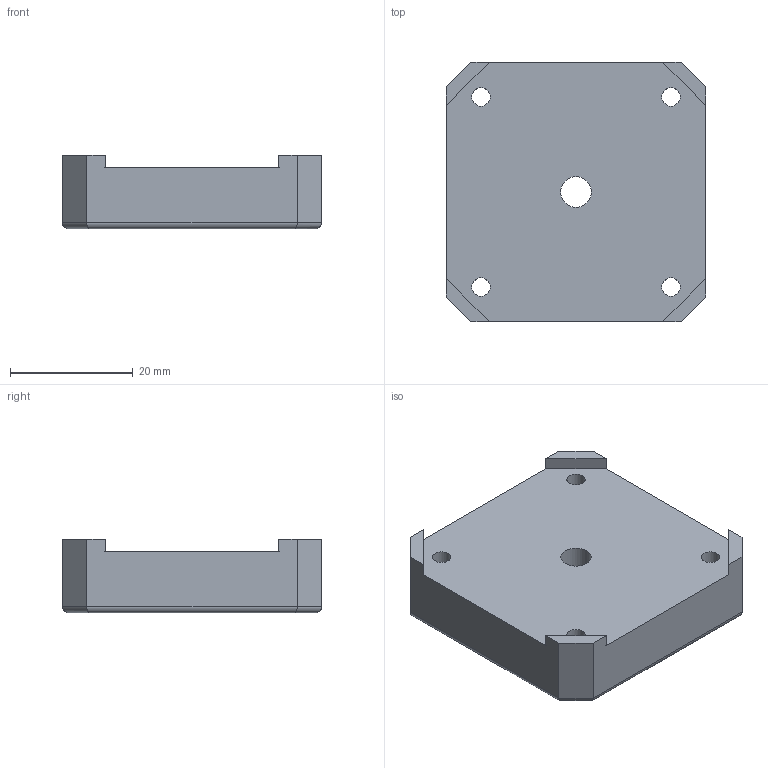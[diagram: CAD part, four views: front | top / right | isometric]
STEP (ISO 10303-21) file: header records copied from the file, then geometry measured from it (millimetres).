
FILE_DESCRIPTION(('HOOPS Exchange Step'),'2;1');
FILE_NAME('Base.step','2019-02-19T19:12:54+00:00',('SYSTEM'),('Unknown organisation'),'HOOPS Exchange 10.0','HOOPS Exchange','Unknown authorisation');
FILE_SCHEMA( ('AP203_CONFIGURATION_CONTROLLED_3D_DESIGN_OF_MECHANICAL_PARTS_AND_ASSEMBLIES_MIM_LF') );
Length unit declared in the file: millimetre
Products named in the file (2): Predeterminado; Base
Assembly tree (1 placements, depth 2):
  Base
    Predeterminado
Bounding box: 42.3 x 42.3 x 12 mm (x, y, z)
Volume: 16535.5 mm3; surface area: 5810.6 mm2
Topology: 1 solids, 1 shells, 50 faces, 117 edges, 74 vertices
Faces by surface type: plane 23, cylinder 18, torus 9
Full cylindrical faces by diameter (mm): 3 x4, 5 x1, 6.2 x4, 11 x1
Entity records: 1503 total; most frequent: DIRECTION 274, CARTESIAN_POINT 244, ORIENTED_EDGE 234, EDGE_CURVE 117, AXIS2_PLACEMENT_3D 104, VERTEX_POINT 74, VECTOR 66, LINE 66
